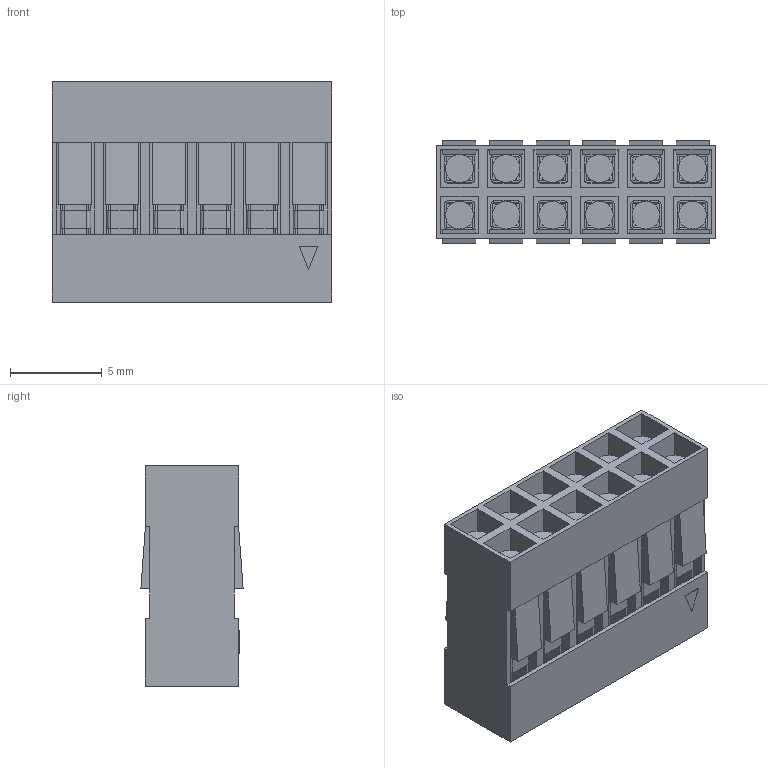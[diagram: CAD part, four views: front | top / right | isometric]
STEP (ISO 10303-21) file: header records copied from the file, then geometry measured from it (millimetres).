
FILE_DESCRIPTION (( 'STEP AP214' ), '1' );
FILE_NAME ('DS1071-2x6.STEP', '2019-05-31T22:53:25', ( 'VR' ), ( '' ), 'SwSTEP 2.0', 'SolidWorks 2016', '' );
FILE_SCHEMA (( 'AUTOMOTIVE_DESIGN' ));
Length unit declared in the file: millimetre
Products named in the file (1): DS1071-2x6
Bounding box: 15.24 x 5.57 x 12 mm (x, y, z)
Volume: 442.1 mm3; surface area: 2826.6 mm2
Topology: 13 solids, 13 shells, 810 faces, 2469 edges, 1566 vertices
Faces by surface type: plane 594, cylinder 216
Entity records: 36701 total; most frequent: ORIENTED_EDGE 4938, CARTESIAN_POINT 4846, DIRECTION 4643, EDGE_CURVE 2469, VECTOR 1917, LINE 1917, VERTEX_POINT 1566, AXIS2_PLACEMENT_3D 1363
